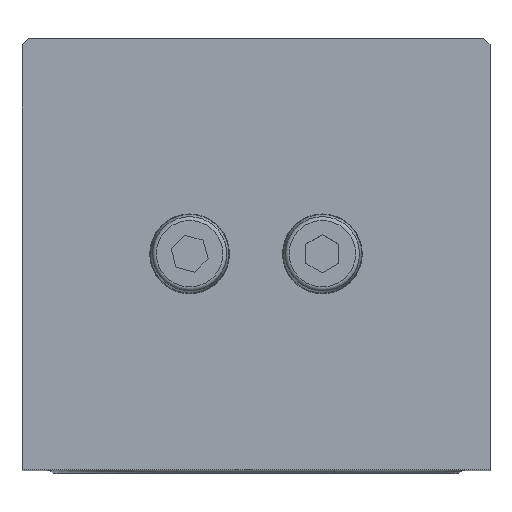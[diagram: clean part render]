
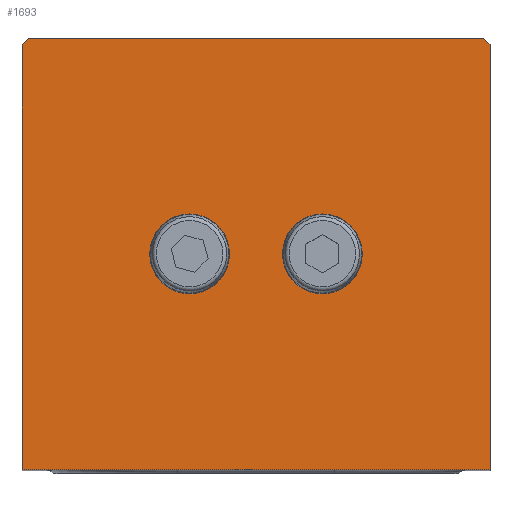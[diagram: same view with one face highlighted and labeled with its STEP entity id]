
A CAD part, top view. The second image highlights one B-rep face of the part: STEP entity #1693.
In plain terms, the highlighted face is planar.
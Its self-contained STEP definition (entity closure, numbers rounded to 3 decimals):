
#144=VECTOR('',#2025,1.);
#152=VECTOR('',#2047,1.);
#153=VECTOR('',#2048,1.);
#154=VECTOR('',#2049,1.);
#155=VECTOR('',#2050,1.);
#156=VECTOR('',#2051,1.);
#305=LINE('',#2528,#144);
#313=LINE('',#2556,#152);
#314=LINE('',#2558,#153);
#315=LINE('',#2560,#154);
#316=LINE('',#2562,#155);
#317=LINE('',#2564,#156);
#470=VERTEX_POINT('',#2519);
#474=VERTEX_POINT('',#2527);
#485=VERTEX_POINT('',#2553);
#486=VERTEX_POINT('',#2555);
#487=VERTEX_POINT('',#2557);
#488=VERTEX_POINT('',#2559);
#489=VERTEX_POINT('',#2561);
#490=VERTEX_POINT('',#2563);
#623=CIRCLE('',#1812,3.);
#624=CIRCLE('',#1813,3.);
#722=EDGE_CURVE('',#470,#474,#305,.T.);
#734=EDGE_CURVE('',#485,#485,#623,.T.);
#735=EDGE_CURVE('',#486,#486,#624,.T.);
#736=EDGE_CURVE('',#474,#487,#313,.T.);
#737=EDGE_CURVE('',#487,#488,#314,.T.);
#738=EDGE_CURVE('',#489,#488,#315,.T.);
#739=EDGE_CURVE('',#489,#490,#316,.T.);
#740=EDGE_CURVE('',#470,#490,#317,.T.);
#988=ORIENTED_EDGE('',*,*,#734,.F.);
#989=ORIENTED_EDGE('',*,*,#735,.F.);
#990=ORIENTED_EDGE('',*,*,#736,.T.);
#991=ORIENTED_EDGE('',*,*,#737,.T.);
#992=ORIENTED_EDGE('',*,*,#738,.F.);
#993=ORIENTED_EDGE('',*,*,#739,.T.);
#994=ORIENTED_EDGE('',*,*,#740,.F.);
#995=ORIENTED_EDGE('',*,*,#722,.T.);
#1465=EDGE_LOOP('',(#988));
#1466=EDGE_LOOP('',(#989));
#1467=EDGE_LOOP('',(#990,#991,#992,#993,#994,#995));
#1580=FACE_BOUND('',#1465,.T.);
#1581=FACE_BOUND('',#1466,.T.);
#1582=FACE_BOUND('',#1467,.T.);
#1693=ADVANCED_FACE('',(#1580,#1581,#1582),#3003,.F.);
#1811=AXIS2_PLACEMENT_3D('',#2551,#2042,$);
#1812=AXIS2_PLACEMENT_3D('',#2552,#2043,#2044);
#1813=AXIS2_PLACEMENT_3D('',#2554,#2045,#2046);
#2025=DIRECTION('',(0.,0.,-1.));
#2042=DIRECTION('',(-1.,0.,0.));
#2043=DIRECTION('',(1.,0.,0.));
#2044=DIRECTION('',(0.,0.,3.));
#2045=DIRECTION('',(1.,0.,0.));
#2046=DIRECTION('',(0.,0.,3.));
#2047=DIRECTION('',(0.,1.,0.));
#2048=DIRECTION('',(0.,0.707,0.707));
#2049=DIRECTION('',(0.,0.,-1.));
#2050=DIRECTION('',(0.,-0.707,0.707));
#2051=DIRECTION('',(0.,1.,0.));
#2519=CARTESIAN_POINT('',(40.,-32.5,17.625));
#2527=CARTESIAN_POINT('',(40.,-32.5,-17.625));
#2528=CARTESIAN_POINT('',(40.,-32.5,17.625));
#2551=CARTESIAN_POINT('',(40.,-32.5,17.625));
#2552=CARTESIAN_POINT('',(40.,-16.25,5.));
#2553=CARTESIAN_POINT('',(40.,-16.25,8.));
#2554=CARTESIAN_POINT('',(40.,-16.25,-5.));
#2555=CARTESIAN_POINT('',(40.,-16.25,-2.));
#2556=CARTESIAN_POINT('',(40.,-32.5,-17.625));
#2557=CARTESIAN_POINT('',(40.,-0.5,-17.625));
#2558=CARTESIAN_POINT('',(40.,-0.5,-17.625));
#2559=CARTESIAN_POINT('',(40.,0.,-17.125));
#2560=CARTESIAN_POINT('',(40.,0.,17.125));
#2561=CARTESIAN_POINT('',(40.,0.,17.125));
#2562=CARTESIAN_POINT('',(40.,0.,17.125));
#2563=CARTESIAN_POINT('',(40.,-0.5,17.625));
#2564=CARTESIAN_POINT('',(40.,-32.5,17.625));
#3003=PLANE('',#1811);
